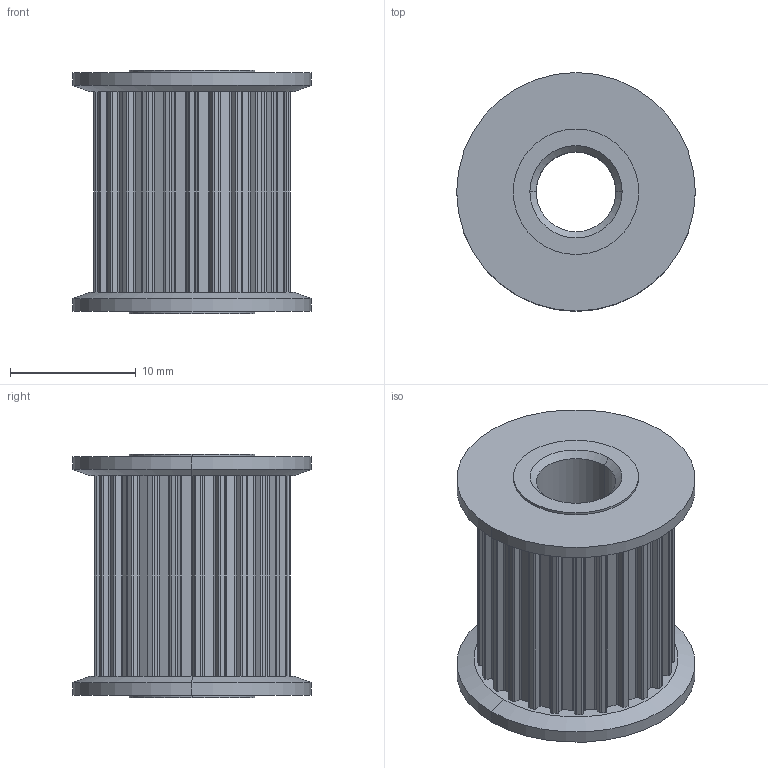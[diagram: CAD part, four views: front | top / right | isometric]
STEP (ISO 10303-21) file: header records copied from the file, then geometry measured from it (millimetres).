
FILE_DESCRIPTION (( 'STEP AP214' ), '1' );
FILE_NAME ('4333240000146.STEP', '2017-11-21T06:13:52', ( '13' ), ( '' ), 'SwSTEP 2.0', 'SolidWorks 2012', '' );
FILE_SCHEMA (( 'AUTOMOTIVE_DESIGN' ));
Length unit declared in the file: millimetre
Products named in the file (1): 4333240000146
Bounding box: 19 x 19 x 19.4 mm (x, y, z)
Volume: 3017.6 mm3; surface area: 2323.3 mm2
Topology: 1 solids, 1 shells, 224 faces, 646 edges, 428 vertices
Faces by surface type: cylinder 135, plane 81, cone 8
Entity records: 7502 total; most frequent: DIRECTION 1374, CARTESIAN_POINT 1299, ORIENTED_EDGE 1292, EDGE_CURVE 646, AXIS2_PLACEMENT_3D 503, VERTEX_POINT 428, VECTOR 368, LINE 368
